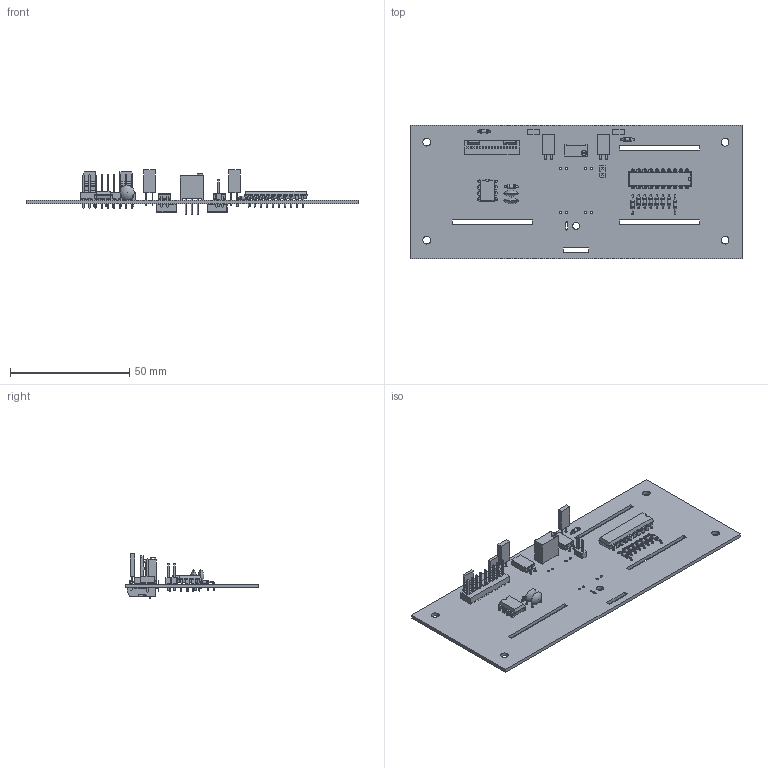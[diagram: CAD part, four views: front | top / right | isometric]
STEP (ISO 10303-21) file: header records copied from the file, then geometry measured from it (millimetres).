
FILE_DESCRIPTION(('KiCad electronic assembly'),'2;1');
FILE_NAME('MAIN BOARD.step','2025-06-18T11:27:48',('Pcbnew'),('Kicad'), 'Open CASCADE STEP processor 7.8','KiCad to STEP converter','Unknown' );
FILE_SCHEMA(('AUTOMOTIVE_DESIGN { 1 0 10303 214 1 1 1 1 }'));
Length unit declared in the file: millimetre
Products named in the file (15): MAIN BOARD 1; R_Axial_DIN0204_L3.6mm_D1.6mm_P5.08mm_Horizontal; R_Axial_DIN0204_L3.6mm_D1.6mm_P7.62mm_Horizontal; LED_Rectangular_W5.0mm_H2.0mm; DIP-20_W7.62mm; Molex_KK-254_AE-6410-09A_1x09_P2.54mm_Vertical; PinHeader_1x02_P2.54mm_Vertical; PinSocket_1x02_P2.54mm_Horizontal; C_Disc_D6.0mm_W2.5mm_P5.00mm; Potentiometer_Bourns_3296W_Vertical; DIP-8_W7.62mm; 104238-0210; SOLID; COMPOUND; ml-hardware_PCB
Assembly tree (27 placements, depth 3):
  MAIN BOARD 1
    R_Axial_DIN0204_L3.6mm_D1.6mm_P5.08mm_Horizontal  x9
    R_Axial_DIN0204_L3.6mm_D1.6mm_P7.62mm_Horizontal  x2
    LED_Rectangular_W5.0mm_H2.0mm  x2
    DIP-20_W7.62mm
    Molex_KK-254_AE-6410-09A_1x09_P2.54mm_Vertical
    PinHeader_1x02_P2.54mm_Vertical
    PinSocket_1x02_P2.54mm_Horizontal  x2
    C_Disc_D6.0mm_W2.5mm_P5.00mm  x2
    Potentiometer_Bourns_3296W_Vertical
    DIP-8_W7.62mm
    104238-0210  x2
      SOLID
      COMPOUND
    ml-hardware_PCB
Bounding box: 139.45 x 55.93 x 18.62 mm (x, y, z)
Volume: 14170.9 mm3; surface area: 21208.5 mm2
Topology: 25 solids, 25 shells, 1866 faces, 4886 edges, 3190 vertices
Faces by surface type: plane 982, bspline 598, cylinder 234, torus 44, revolution 4, sphere 4
Full cylindrical faces by diameter (mm): 0.5 x30, 0.51 x3, 0.7 x22, 0.8 x35, 0.9 x4, 1 x14, 1.19 x9, 1.44 x11, 1.6 x22, 2.19 x1, 3 x1, 3.2 x4
Entity records: 50843 total; most frequent: CARTESIAN_POINT 11772, ORIENTED_EDGE 7218, DIRECTION 5281, EDGE_CURVE 3609, LINE 2403, VECTOR 2403, VERTEX_POINT 2319, FACE_BOUND 1606
